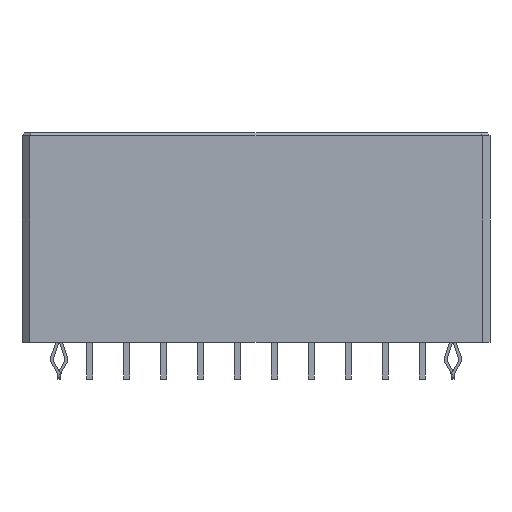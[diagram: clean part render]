
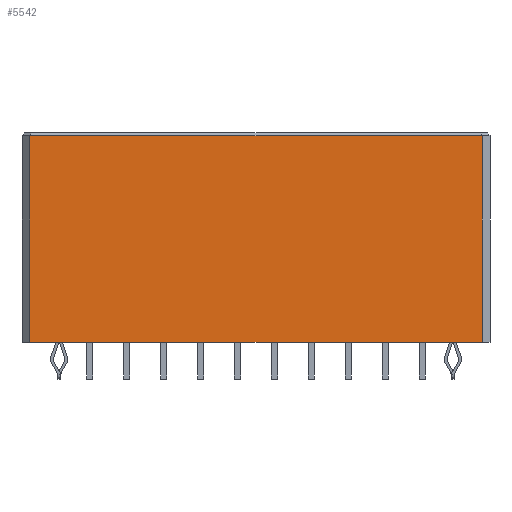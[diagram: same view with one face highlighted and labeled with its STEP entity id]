
A CAD part, front view. The second image highlights one B-rep face of the part: STEP entity #5542.
In plain terms, the highlighted planar face has unit normal (0, -1, 0).
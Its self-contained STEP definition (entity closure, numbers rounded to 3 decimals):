
#160=DIRECTION('',(1.,0.,0.));
#161=VECTOR('',#160,46.69);
#162=CARTESIAN_POINT('',(-23.345,-7.215,-0.3));
#163=LINE('',#162,#161);
#164=DIRECTION('',(0.,0.,-1.));
#165=VECTOR('',#164,21.3);
#166=CARTESIAN_POINT('',(-23.345,-7.215,-0.3));
#167=LINE('',#166,#165);
#180=DIRECTION('',(0.,0.,-1.));
#181=VECTOR('',#180,21.3);
#182=CARTESIAN_POINT('',(23.345,-7.215,-0.3));
#183=LINE('',#182,#181);
#264=DIRECTION('',(1.,0.,0.));
#265=VECTOR('',#264,46.69);
#266=CARTESIAN_POINT('',(-23.345,-7.215,-21.6));
#267=LINE('',#266,#265);
#4093=CARTESIAN_POINT('',(-23.345,-7.215,-21.6));
#4095=VERTEX_POINT('',#4093);
#4096=CARTESIAN_POINT('',(23.345,-7.215,-21.6));
#4097=VERTEX_POINT('',#4096);
#4288=CARTESIAN_POINT('',(23.345,-7.215,-0.3));
#4289=VERTEX_POINT('',#4288);
#4292=CARTESIAN_POINT('',(-23.345,-7.215,-0.3));
#4293=VERTEX_POINT('',#4292);
#5528=CARTESIAN_POINT('',(-23.345,-7.215,0.));
#5529=DIRECTION('',(0.,-1.,0.));
#5530=DIRECTION('',(1.,0.,0.));
#5531=AXIS2_PLACEMENT_3D('',#5528,#5529,#5530);
#5532=PLANE('',#5531);
#5534=ORIENTED_EDGE('',*,*,#5533,.T.);
#5536=ORIENTED_EDGE('',*,*,#5535,.T.);
#5538=ORIENTED_EDGE('',*,*,#5537,.F.);
#5539=ORIENTED_EDGE('',*,*,#5519,.F.);
#5540=EDGE_LOOP('',(#5534,#5536,#5538,#5539));
#5541=FACE_OUTER_BOUND('',#5540,.F.);
#5542=ADVANCED_FACE('',(#5541),#5532,.T.);
#5519=EDGE_CURVE('',#4293,#4095,#167,.T.);
#5533=EDGE_CURVE('',#4293,#4289,#163,.T.);
#5535=EDGE_CURVE('',#4289,#4097,#183,.T.);
#5537=EDGE_CURVE('',#4095,#4097,#267,.T.);
